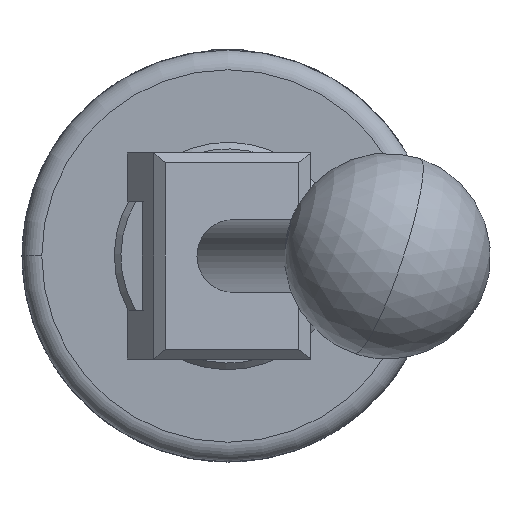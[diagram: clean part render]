
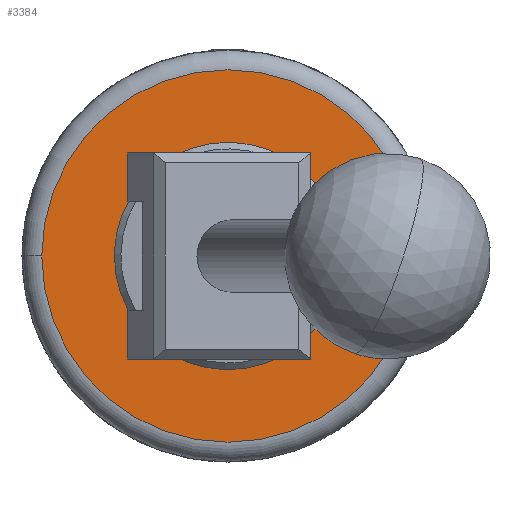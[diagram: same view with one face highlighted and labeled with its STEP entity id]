
A CAD part, front view. The second image highlights one B-rep face of the part: STEP entity #3384.
In plain terms, the highlighted planar face has unit normal (0, -1, 0).
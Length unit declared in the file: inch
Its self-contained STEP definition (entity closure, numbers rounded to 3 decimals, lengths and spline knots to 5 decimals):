
#42 = ORIENTED_EDGE ( 'NONE', *, *, #6636, .T. ) ;
#306 = PLANE ( 'NONE',  #4693 ) ;
#372 = ORIENTED_EDGE ( 'NONE', *, *, #5882, .F. ) ;
#400 = DIRECTION ( 'NONE',  ( 1., 0., 0. ) ) ;
#962 = CIRCLE ( 'NONE', #4911, 1.13 ) ;
#1039 = DIRECTION ( 'NONE',  ( 0., -1., 0. ) ) ;
#1343 = FACE_BOUND ( 'NONE', #8502, .T. ) ;
#1530 = VERTEX_POINT ( 'NONE', #2236 ) ;
#1770 = DIRECTION ( 'NONE',  ( 1., 0., 0. ) ) ;
#1984 = DIRECTION ( 'NONE',  ( 0., -1., 0. ) ) ;
#2236 = CARTESIAN_POINT ( 'NONE',  ( -1.13, 0., 0. ) ) ;
#2660 = DIRECTION ( 'NONE',  ( 0., -1., 0. ) ) ;
#3384 = ADVANCED_FACE ( 'NONE', ( #13659, #1343 ), #306, .T. ) ;
#3601 = DIRECTION ( 'NONE',  ( 1., 0., 0. ) ) ;
#4021 = CIRCLE ( 'NONE', #5625, 0.348 ) ;
#4693 = AXIS2_PLACEMENT_3D ( 'NONE', #8950, #2660, #3601 ) ;
#4911 = AXIS2_PLACEMENT_3D ( 'NONE', #5371, #1984, #1770 ) ;
#5091 = ORIENTED_EDGE ( 'NONE', *, *, #5204, .T. ) ;
#5204 = EDGE_CURVE ( 'NONE', #1530, #5700, #9542, .T. ) ;
#5371 = CARTESIAN_POINT ( 'NONE',  ( 0., 0., 0. ) ) ;
#5625 = AXIS2_PLACEMENT_3D ( 'NONE', #8037, #8190, #400 ) ;
#5700 = VERTEX_POINT ( 'NONE', #13054 ) ;
#5882 = EDGE_CURVE ( 'NONE', #7918, #10438, #10802, .T. ) ;
#6117 = DIRECTION ( 'NONE',  ( 1., 0., 0. ) ) ;
#6185 = DIRECTION ( 'NONE',  ( 0., -1., 0. ) ) ;
#6636 = EDGE_CURVE ( 'NONE', #5700, #1530, #962, .T. ) ;
#7203 = CARTESIAN_POINT ( 'NONE',  ( 0., 0., 0. ) ) ;
#7233 = EDGE_CURVE ( 'NONE', #10438, #7918, #4021, .T. ) ;
#7572 = CARTESIAN_POINT ( 'NONE',  ( -0.348, 0., 0. ) ) ;
#7918 = VERTEX_POINT ( 'NONE', #7572 ) ;
#8037 = CARTESIAN_POINT ( 'NONE',  ( 0., 0., 0. ) ) ;
#8190 = DIRECTION ( 'NONE',  ( 0., -1., 0. ) ) ;
#8502 = EDGE_LOOP ( 'NONE', ( #11830, #372 ) ) ;
#8841 = AXIS2_PLACEMENT_3D ( 'NONE', #13281, #1039, #12135 ) ;
#8950 = CARTESIAN_POINT ( 'NONE',  ( 0., 0., -0.348 ) ) ;
#9542 = CIRCLE ( 'NONE', #8841, 1.13 ) ;
#10438 = VERTEX_POINT ( 'NONE', #12059 ) ;
#10802 = CIRCLE ( 'NONE', #11723, 0.348 ) ;
#11481 = EDGE_LOOP ( 'NONE', ( #42, #5091 ) ) ;
#11723 = AXIS2_PLACEMENT_3D ( 'NONE', #7203, #6185, #6117 ) ;
#11830 = ORIENTED_EDGE ( 'NONE', *, *, #7233, .F. ) ;
#12059 = CARTESIAN_POINT ( 'NONE',  ( 0.348, 0., 0. ) ) ;
#12135 = DIRECTION ( 'NONE',  ( 1., 0., 0. ) ) ;
#13054 = CARTESIAN_POINT ( 'NONE',  ( 1.13, 0., 0. ) ) ;
#13281 = CARTESIAN_POINT ( 'NONE',  ( 0., 0., 0. ) ) ;
#13659 = FACE_OUTER_BOUND ( 'NONE', #11481, .T. ) ;
